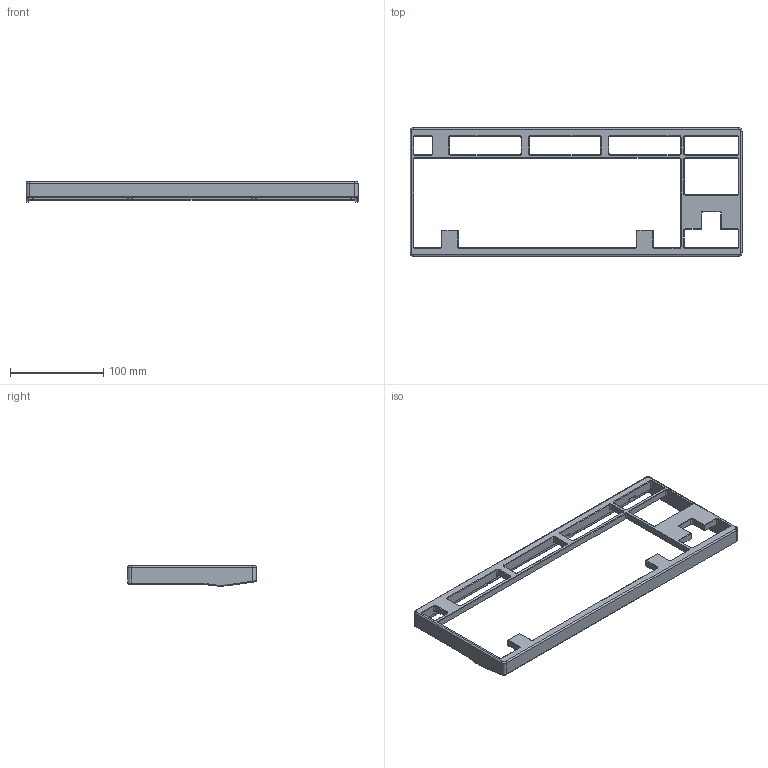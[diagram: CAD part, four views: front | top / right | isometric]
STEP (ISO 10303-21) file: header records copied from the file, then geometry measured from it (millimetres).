
FILE_DESCRIPTION(/* description */ (''),/* implementation_level */ '2;1');
FILE_NAME(/* name */ 'ASTRA_TOP.step',/* time_stamp */ '2023-07-13T19:40:16+02:00',/* author */ (''),/* organization */ (''),/* preprocessor_version */ 'ST-DEVELOPER v19.2',/* originating_system */ 'Autodesk Translation Framework v12.6.0.85',/* authorisation */ '');
FILE_SCHEMA (('AUTOMOTIVE_DESIGN { 1 0 10303 214 3 1 1 }'));
Length unit declared in the file: millimetre
Products named in the file (1): TOP
Bounding box: 356.61 x 138.01 x 21.88 mm (x, y, z)
Volume: 137085.2 mm3; surface area: 67950 mm2
Topology: 1 solids, 1 shells, 419 faces, 1109 edges, 679 vertices
Faces by surface type: cylinder 156, plane 150, cone 75, bspline 34, torus 4
Full cylindrical faces by diameter (mm): 2.075 x7, 2.529 x8
Entity records: 14054 total; most frequent: CARTESIAN_POINT 3697, ORIENTED_EDGE 2176, DIRECTION 2152, EDGE_CURVE 1088, AXIS2_PLACEMENT_3D 746, VERTEX_POINT 679, LINE 660, VECTOR 660
